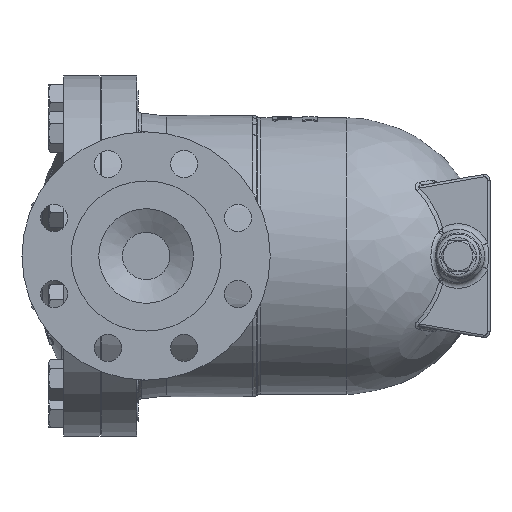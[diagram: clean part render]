
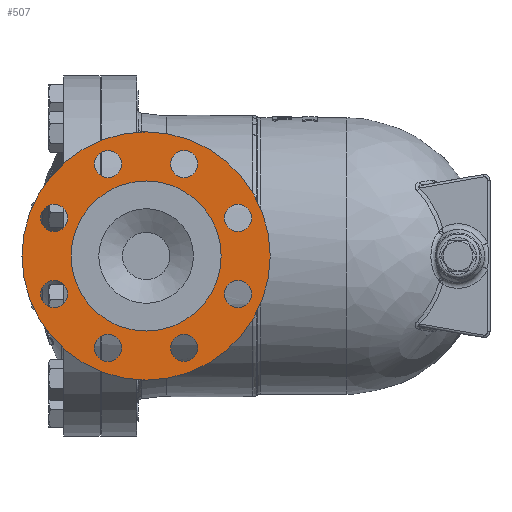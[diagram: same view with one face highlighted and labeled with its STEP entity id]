
A CAD part, left-side view. The second image highlights one B-rep face of the part: STEP entity #507.
In plain terms, the highlighted planar face has unit normal (-1, 0, 0).
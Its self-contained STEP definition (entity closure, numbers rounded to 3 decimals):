
#209=CARTESIAN_POINT('',(-250.4,67.,0.0));
#210=VERTEX_POINT('',#209);
#211=CARTESIAN_POINT('',(-250.4,-38.,0.0));
#212=DIRECTION('',(1.0,0.0,0.0));
#213=DIRECTION('',(0.0,1.0,0.0));
#214=AXIS2_PLACEMENT_3D('',#211,#212,#213);
#215=CIRCLE('',#214,105.);
#216=EDGE_CURVE('',#210,#210,#215,.T.);
#229=CARTESIAN_POINT('',(-250.4,2.335,-69.613));
#230=VERTEX_POINT('',#229);
#231=CARTESIAN_POINT('',(-250.4,-5.797,-77.744));
#232=DIRECTION('',(1.0,0.,0.));
#233=DIRECTION('',(0.,-0.707,-0.707));
#234=AXIS2_PLACEMENT_3D('',#231,#232,#233);
#235=CIRCLE('',#234,11.5);
#236=EDGE_CURVE('',#230,#230,#235,.T.);
#249=CARTESIAN_POINT('',(-250.4,-58.703,-77.744));
#250=VERTEX_POINT('',#249);
#251=CARTESIAN_POINT('',(-250.4,-70.203,-77.744));
#252=DIRECTION('',(1.0,0.0,0.0));
#253=DIRECTION('',(0.0,-1.0,0.0));
#254=AXIS2_PLACEMENT_3D('',#251,#252,#253);
#255=CIRCLE('',#254,11.5);
#256=EDGE_CURVE('',#250,#250,#255,.T.);
#269=CARTESIAN_POINT('',(-250.4,-107.613,-40.335));
#270=VERTEX_POINT('',#269);
#271=CARTESIAN_POINT('',(-250.4,-115.744,-32.203));
#272=DIRECTION('',(1.0,0.,0.));
#273=DIRECTION('',(0.,-0.707,0.707));
#274=AXIS2_PLACEMENT_3D('',#271,#272,#273);
#275=CIRCLE('',#274,11.5);
#276=EDGE_CURVE('',#270,#270,#275,.T.);
#289=CARTESIAN_POINT('',(-250.4,-115.744,20.703));
#290=VERTEX_POINT('',#289);
#291=CARTESIAN_POINT('',(-250.4,-115.744,32.203));
#292=DIRECTION('',(1.0,0.0,0.0));
#293=DIRECTION('',(0.0,0.0,1.0));
#294=AXIS2_PLACEMENT_3D('',#291,#292,#293);
#295=CIRCLE('',#294,11.5);
#296=EDGE_CURVE('',#290,#290,#295,.T.);
#309=CARTESIAN_POINT('',(-250.4,-78.335,69.613));
#310=VERTEX_POINT('',#309);
#311=CARTESIAN_POINT('',(-250.4,-70.203,77.744));
#312=DIRECTION('',(1.0,0.,0.));
#313=DIRECTION('',(0.,0.707,0.707));
#314=AXIS2_PLACEMENT_3D('',#311,#312,#313);
#315=CIRCLE('',#314,11.5);
#316=EDGE_CURVE('',#310,#310,#315,.T.);
#329=CARTESIAN_POINT('',(-250.4,-17.297,77.744));
#330=VERTEX_POINT('',#329);
#331=CARTESIAN_POINT('',(-250.4,-5.797,77.744));
#332=DIRECTION('',(1.0,0.0,0.0));
#333=DIRECTION('',(0.0,1.0,0.0));
#334=AXIS2_PLACEMENT_3D('',#331,#332,#333);
#335=CIRCLE('',#334,11.5);
#336=EDGE_CURVE('',#330,#330,#335,.T.);
#349=CARTESIAN_POINT('',(-250.4,31.613,40.335));
#350=VERTEX_POINT('',#349);
#351=CARTESIAN_POINT('',(-250.4,39.744,32.203));
#352=DIRECTION('',(1.0,0.,0.));
#353=DIRECTION('',(0.,0.707,-0.707));
#354=AXIS2_PLACEMENT_3D('',#351,#352,#353);
#355=CIRCLE('',#354,11.5);
#356=EDGE_CURVE('',#350,#350,#355,.T.);
#369=CARTESIAN_POINT('',(-250.4,39.744,-20.703));
#370=VERTEX_POINT('',#369);
#371=CARTESIAN_POINT('',(-250.4,39.744,-32.203));
#372=DIRECTION('',(1.0,0.0,0.0));
#373=DIRECTION('',(0.0,0.0,-1.0));
#374=AXIS2_PLACEMENT_3D('',#371,#372,#373);
#375=CIRCLE('',#374,11.5);
#376=EDGE_CURVE('',#370,#370,#375,.T.);
#464=CARTESIAN_POINT('',(-250.4,46.25,0.0));
#465=DIRECTION('',(1.0,0.0,0.0));
#466=DIRECTION('',(0.0,0.0,-1.0));
#467=AXIS2_PLACEMENT_3D('',#464,#465,#466);
#468=PLANE('',#467);
#469=ORIENTED_EDGE('',*,*,#216,.F.);
#470=EDGE_LOOP('',(#469));
#471=FACE_OUTER_BOUND('',#470,.T.);
#472=ORIENTED_EDGE('',*,*,#236,.T.);
#473=EDGE_LOOP('',(#472));
#474=FACE_BOUND('',#473,.T.);
#475=ORIENTED_EDGE('',*,*,#256,.T.);
#476=EDGE_LOOP('',(#475));
#477=FACE_BOUND('',#476,.T.);
#478=ORIENTED_EDGE('',*,*,#276,.T.);
#479=EDGE_LOOP('',(#478));
#480=FACE_BOUND('',#479,.T.);
#481=ORIENTED_EDGE('',*,*,#296,.T.);
#482=EDGE_LOOP('',(#481));
#483=FACE_BOUND('',#482,.T.);
#484=ORIENTED_EDGE('',*,*,#316,.T.);
#485=EDGE_LOOP('',(#484));
#486=FACE_BOUND('',#485,.T.);
#487=ORIENTED_EDGE('',*,*,#336,.T.);
#488=EDGE_LOOP('',(#487));
#489=FACE_BOUND('',#488,.T.);
#490=ORIENTED_EDGE('',*,*,#356,.T.);
#491=EDGE_LOOP('',(#490));
#492=FACE_BOUND('',#491,.T.);
#493=ORIENTED_EDGE('',*,*,#376,.T.);
#494=EDGE_LOOP('',(#493));
#495=FACE_BOUND('',#494,.T.);
#496=CARTESIAN_POINT('',(-250.4,25.5,0.0));
#497=VERTEX_POINT('',#496);
#498=CARTESIAN_POINT('',(-250.4,-38.,0.0));
#499=DIRECTION('',(1.0,0.0,0.0));
#500=DIRECTION('',(0.0,1.0,0.0));
#501=AXIS2_PLACEMENT_3D('',#498,#499,#500);
#502=CIRCLE('',#501,63.5);
#503=EDGE_CURVE('',#497,#497,#502,.T.);
#504=ORIENTED_EDGE('',*,*,#503,.T.);
#505=EDGE_LOOP('',(#504));
#506=FACE_BOUND('',#505,.T.);
#507=ADVANCED_FACE('',(#471,#474,#477,#480,#483,#486,#489,#492,#495,#506),#468,.F.);
